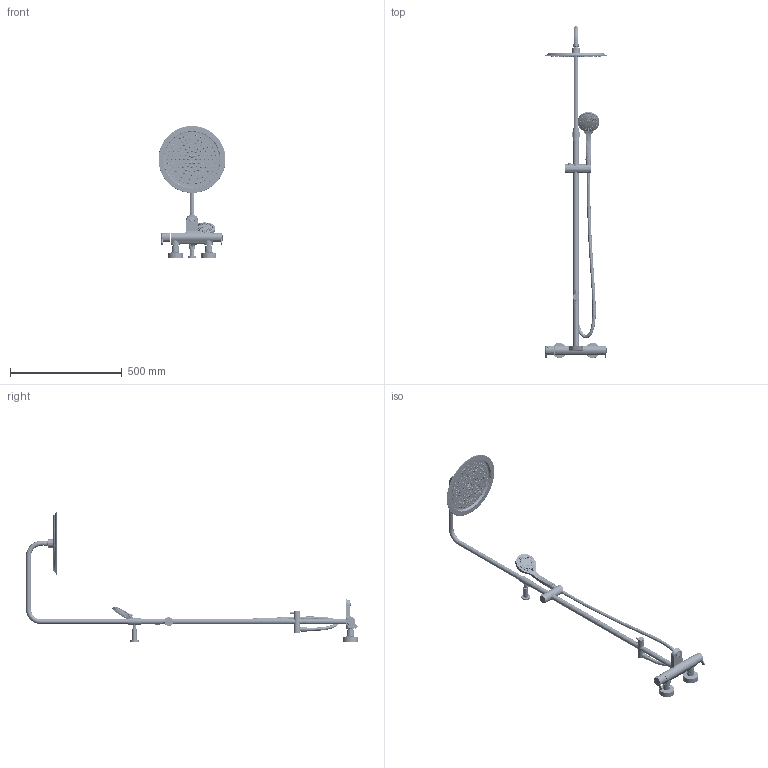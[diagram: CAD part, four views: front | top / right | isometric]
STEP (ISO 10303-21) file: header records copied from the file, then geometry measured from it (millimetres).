
FILE_DESCRIPTION (( 'STEP AP203' ), '1' );
FILE_NAME ('94CP08561.STEP', '2025-09-25T12:06:09', ( '' ), ( '' ), 'SwSTEP 2.0', 'SolidWorks 2021', '' );
FILE_SCHEMA (( 'CONFIG_CONTROL_DESIGN' ));
Products named in the file (1): 94CP08561
Bounding box: 299.99 x 1486.79 x 591.5 mm (x, y, z)
Volume: 1551819.1 mm3; surface area: 697853.5 mm2
Topology: 74 solids, 74 shells, 4057 faces, 10571 edges, 7349 vertices
Faces by surface type: bspline 1296, plane 1289, cone 782, cylinder 553, torus 129, sphere 8
Full cylindrical faces by diameter (mm): 2 x9, 3.1 x2, 3.3 x2, 4 x70, 4.15 x1, 4.2 x1, 4.5 x3, 4.65 x1, 4.8 x1, 5 x2, 5.5 x1, 5.8 x8, 6 x2, 6.2 x2, 7 x2, 7.5 x1, 7.8 x1, 8 x1, 8.2 x1, 8.5 x1, 9 x1, 10 x1, 10.1 x1, 10.2 x1, 10.5 x3, 11 x2, 11.5 x1, 12.45 x1, 12.5 x3, 13 x2
Entity records: 204784 total; most frequent: CARTESIAN_POINT 129617, ORIENTED_EDGE 15758, DIRECTION 11877, EDGE_CURVE 7879, EDGE_LOOP 6708, VERTEX_POINT 6309, AXIS2_PLACEMENT_3D 5261, FACE_OUTER_BOUND 5035
